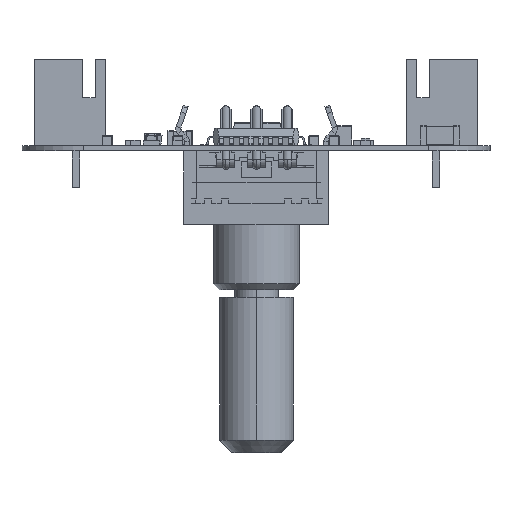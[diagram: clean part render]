
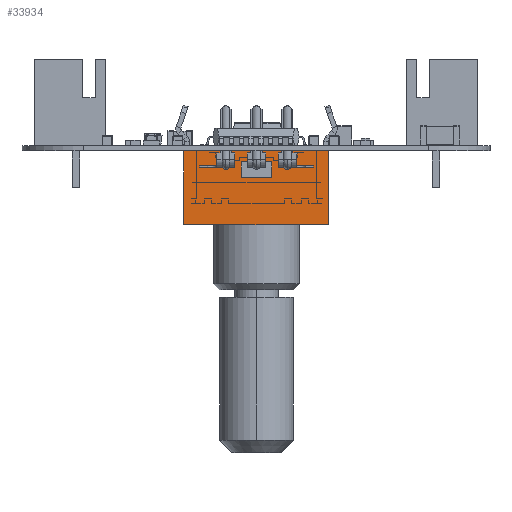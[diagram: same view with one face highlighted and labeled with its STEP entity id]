
A CAD part, left-side view. The second image highlights one B-rep face of the part: STEP entity #33934.
In plain terms, the highlighted planar face has unit normal (-1, 0, 0).
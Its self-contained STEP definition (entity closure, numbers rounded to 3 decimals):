
#33909 = VERTEX_POINT('',#33910);
#33910 = CARTESIAN_POINT('',(-6.,-5.85,6.));
#33916 = EDGE_CURVE('',#33917,#33909,#33919,.T.);
#33917 = VERTEX_POINT('',#33918);
#33918 = CARTESIAN_POINT('',(-6.,-5.85,0.));
#33919 = LINE('',#33920,#33921);
#33920 = CARTESIAN_POINT('',(-6.,-5.85,0.));
#33921 = VECTOR('',#33922,1.);
#33922 = DIRECTION('',(0.,0.,1.));
#33934 = ADVANCED_FACE('',(#33935),#33960,.T.);
#33935 = FACE_BOUND('',#33936,.T.);
#33936 = EDGE_LOOP('',(#33937,#33938,#33946,#33954));
#33937 = ORIENTED_EDGE('',*,*,#33916,.T.);
#33938 = ORIENTED_EDGE('',*,*,#33939,.T.);
#33939 = EDGE_CURVE('',#33909,#33940,#33942,.T.);
#33940 = VERTEX_POINT('',#33941);
#33941 = CARTESIAN_POINT('',(-6.,5.85,6.));
#33942 = LINE('',#33943,#33944);
#33943 = CARTESIAN_POINT('',(-6.,-5.85,6.));
#33944 = VECTOR('',#33945,1.);
#33945 = DIRECTION('',(0.,1.,0.));
#33946 = ORIENTED_EDGE('',*,*,#33947,.F.);
#33947 = EDGE_CURVE('',#33948,#33940,#33950,.T.);
#33948 = VERTEX_POINT('',#33949);
#33949 = CARTESIAN_POINT('',(-6.,5.85,0.));
#33950 = LINE('',#33951,#33952);
#33951 = CARTESIAN_POINT('',(-6.,5.85,0.));
#33952 = VECTOR('',#33953,1.);
#33953 = DIRECTION('',(0.,0.,1.));
#33954 = ORIENTED_EDGE('',*,*,#33955,.F.);
#33955 = EDGE_CURVE('',#33917,#33948,#33956,.T.);
#33956 = LINE('',#33957,#33958);
#33957 = CARTESIAN_POINT('',(-6.,-5.85,0.));
#33958 = VECTOR('',#33959,1.);
#33959 = DIRECTION('',(0.,1.,0.));
#33960 = PLANE('',#33961);
#33961 = AXIS2_PLACEMENT_3D('',#33962,#33963,#33964);
#33962 = CARTESIAN_POINT('',(-6.,-5.85,0.));
#33963 = DIRECTION('',(-1.,0.,0.));
#33964 = DIRECTION('',(0.,1.,0.));
